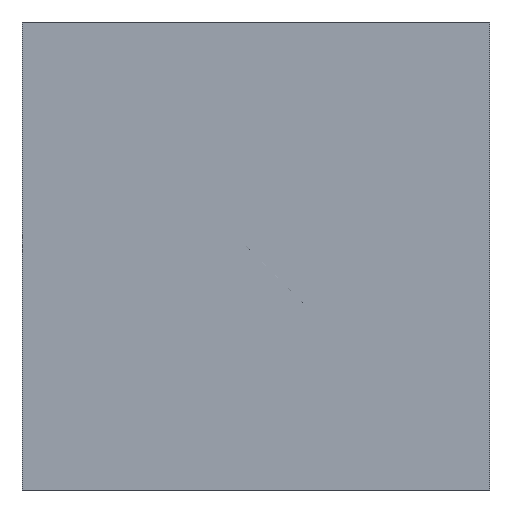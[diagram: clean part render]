
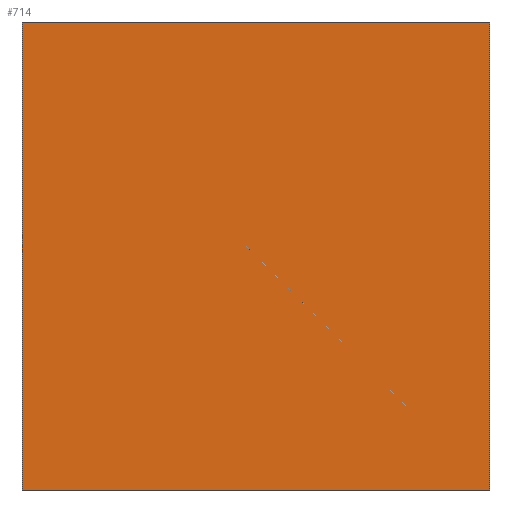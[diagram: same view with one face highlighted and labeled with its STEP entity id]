
A CAD part, front view. The second image highlights one B-rep face of the part: STEP entity #714.
In plain terms, the highlighted planar face has unit normal (0, -1, 0).
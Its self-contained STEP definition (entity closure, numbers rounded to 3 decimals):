
#612=CARTESIAN_POINT('',(48.949,-177.99,105.));
#613=VERTEX_POINT('',#612);
#614=CARTESIAN_POINT('',(68.949,-177.99,105.));
#615=VERTEX_POINT('',#614);
#616=CARTESIAN_POINT('',(48.949,-177.99,105.));
#617=DIRECTION('',(1.,-0.,-0.));
#618=VECTOR('',#617,20.);
#619=LINE('',#616,#618);
#620=EDGE_CURVE('',#613,#615,#619,.T.);
#643=CARTESIAN_POINT('',(48.949,-177.99,125.));
#644=VERTEX_POINT('',#643);
#645=CARTESIAN_POINT('',(48.949,-177.99,125.));
#646=DIRECTION('',(0.,0.,-1.));
#647=VECTOR('',#646,20.);
#648=LINE('',#645,#647);
#649=EDGE_CURVE('',#644,#613,#648,.T.);
#667=CARTESIAN_POINT('',(68.949,-177.99,125.));
#668=VERTEX_POINT('',#667);
#669=CARTESIAN_POINT('',(68.949,-177.99,125.));
#670=DIRECTION('',(-1.,0.,0.));
#671=VECTOR('',#670,20.);
#672=LINE('',#669,#671);
#673=EDGE_CURVE('',#668,#644,#672,.T.);
#691=CARTESIAN_POINT('',(68.949,-177.99,105.));
#692=DIRECTION('',(0.,-0.,1.));
#693=VECTOR('',#692,20.);
#694=LINE('',#691,#693);
#695=EDGE_CURVE('',#615,#668,#694,.T.);
#703=CARTESIAN_POINT('',(114.949,-177.99,168.));
#704=DIRECTION('',(0.,1.,0.));
#705=DIRECTION('',(0.,0.,-1.));
#706=AXIS2_PLACEMENT_3D('',#703,#704,#705);
#707=PLANE('',#706);
#708=ORIENTED_EDGE('',*,*,#620,.T.);
#709=ORIENTED_EDGE('',*,*,#695,.T.);
#710=ORIENTED_EDGE('',*,*,#673,.T.);
#711=ORIENTED_EDGE('',*,*,#649,.T.);
#712=EDGE_LOOP('',(#708,#709,#710,#711));
#713=FACE_BOUND('',#712,.T.);
#714=ADVANCED_FACE('',(#713),#707,.F.);
